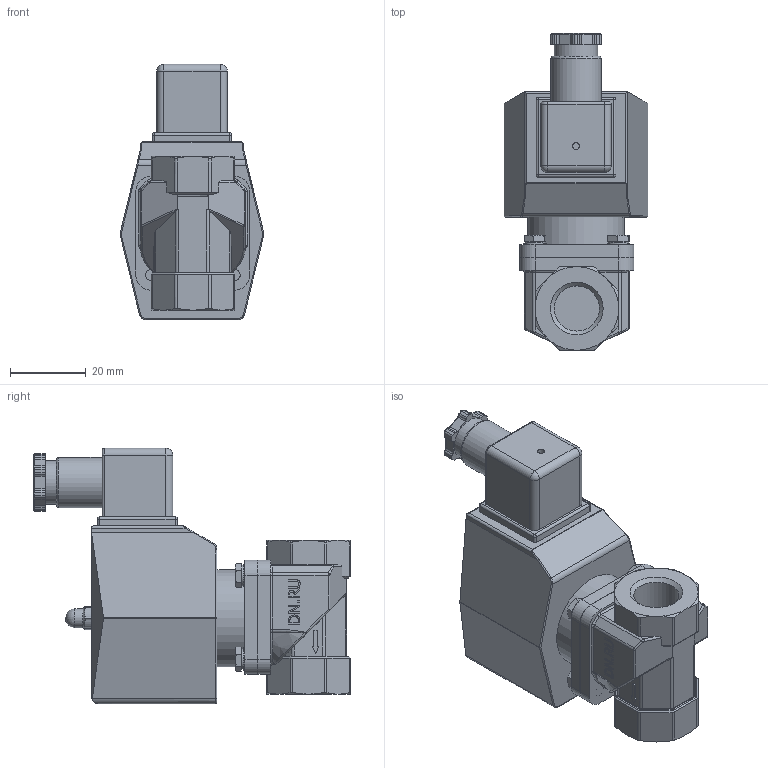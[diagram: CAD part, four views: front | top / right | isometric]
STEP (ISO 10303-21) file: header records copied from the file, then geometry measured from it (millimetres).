
FILE_DESCRIPTION(/* description */ (''),/* implementation_level */ '2;1');
FILE_NAME(/* name */ 'DN8_3D_STEP.stp',/* time_stamp */ '2025-07-22T00:01:40+03:00',/* author */ ('igorr'),/* organization */ (''),/* preprocessor_version */ 'ST-DEVELOPER v20',/* originating_system */ 'Autodesk Inventor 2025',/* authorisation */ '');
FILE_SCHEMA (('AUTOMOTIVE_DESIGN { 1 0 10303 214 3 1 1 }'));
Length unit declared in the file: millimetre
Products named in the file (6): Сборка1; Деталь1; AS 1237 - 3; AS 1110 - M3 x 6; Деталь1_1; Гайка M3-6H ГОСТ 
11860-85
Assembly tree (11 placements, depth 2):
  Сборка1
    Деталь1
    AS 1237 - 3  x4
    AS 1110 - M3 x 6  x4
    Деталь1_1
    Гайка M3-6H ГОСТ 
11860-85
Bounding box: 37.9 x 83.33 x 67.2 mm (x, y, z)
Volume: 82062.9 mm3; surface area: 20072.6 mm2
Topology: 11 solids, 12 shells, 618 faces, 1448 edges, 889 vertices
Faces by surface type: plane 265, cylinder 183, cone 69, bspline 67, torus 23, sphere 11
Full cylindrical faces by diameter (mm): 1.8 x1, 2.459 x1, 3 x12, 3.2 x4, 3.6 x4, 5 x1, 5.5 x4, 6 x5, 8 x1, 9 x1, 11.4 x1, 11.89 x2, 13.2 x1, 15.854 x1, 24.1 x1, 25.566 x2
Entity records: 17020 total; most frequent: CARTESIAN_POINT 4144, ORIENTED_EDGE 2544, DIRECTION 2529, EDGE_CURVE 1272, AXIS2_PLACEMENT_3D 941, VERTEX_POINT 785, LINE 647, VECTOR 647
